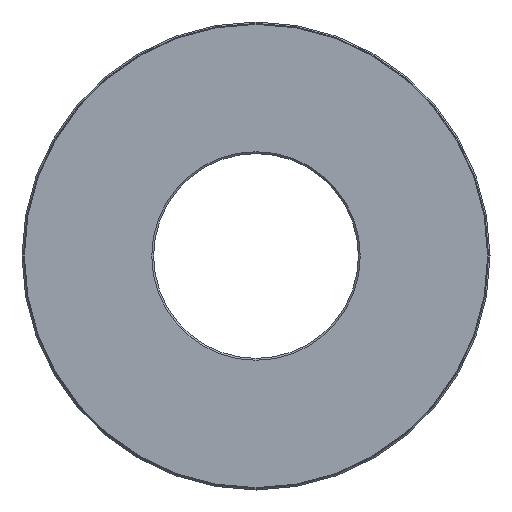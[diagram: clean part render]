
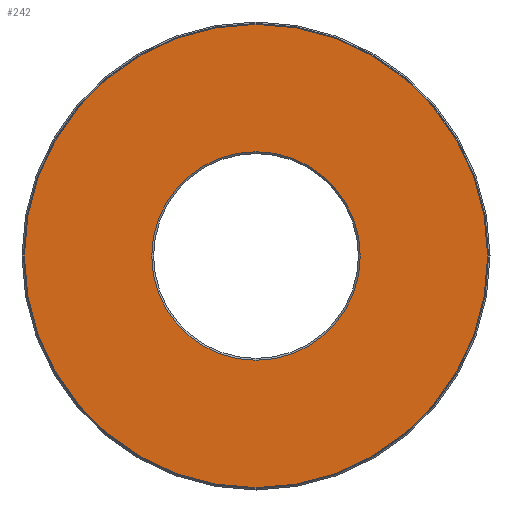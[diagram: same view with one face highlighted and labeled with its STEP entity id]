
A CAD part, front view. The second image highlights one B-rep face of the part: STEP entity #242.
In plain terms, the highlighted planar face has unit normal (0, -1, 0).
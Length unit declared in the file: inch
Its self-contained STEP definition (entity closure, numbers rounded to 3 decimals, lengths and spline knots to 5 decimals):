
#36 = CARTESIAN_POINT ( 'NONE',  ( 0., 0., 0. ) ) ;
#38 = DIRECTION ( 'NONE',  ( 0., 1., 0. ) ) ;
#83 = DIRECTION ( 'NONE',  ( 0., 0., 1. ) ) ;
#141 = CARTESIAN_POINT ( 'NONE',  ( 0., 0., 1.11375 ) ) ;
#164 = VERTEX_POINT ( 'NONE', #141 ) ;
#173 = FACE_OUTER_BOUND ( 'NONE', #530, .T. ) ;
#176 = DIRECTION ( 'NONE',  ( 0., 0., 1. ) ) ;
#189 = CARTESIAN_POINT ( 'NONE',  ( 0., 0., 2.475 ) ) ;
#209 = AXIS2_PLACEMENT_3D ( 'NONE', #361, #38, #83 ) ;
#214 = ORIENTED_EDGE ( 'NONE', *, *, #438, .T. ) ;
#242 = ADVANCED_FACE ( 'NONE', ( #173, #392 ), #573, .F. ) ;
#260 = VERTEX_POINT ( 'NONE', #189 ) ;
#270 = DIRECTION ( 'NONE',  ( 0., 1., 0. ) ) ;
#350 = EDGE_LOOP ( 'NONE', ( #214 ) ) ;
#361 = CARTESIAN_POINT ( 'NONE',  ( 0., 0., 0. ) ) ;
#392 = FACE_BOUND ( 'NONE', #350, .T. ) ;
#405 = CIRCLE ( 'NONE', #209, 1.11375 ) ;
#431 = DIRECTION ( 'NONE',  ( 0., 0., 1. ) ) ;
#438 = EDGE_CURVE ( 'NONE', #164, #164, #405, .T. ) ;
#463 = ORIENTED_EDGE ( 'NONE', *, *, #535, .F. ) ;
#480 = CIRCLE ( 'NONE', #559, 2.475 ) ;
#486 = AXIS2_PLACEMENT_3D ( 'NONE', #517, #529, #431 ) ;
#517 = CARTESIAN_POINT ( 'NONE',  ( 0., 0., 0. ) ) ;
#529 = DIRECTION ( 'NONE',  ( 0., 1., 0. ) ) ;
#530 = EDGE_LOOP ( 'NONE', ( #463 ) ) ;
#535 = EDGE_CURVE ( 'NONE', #260, #260, #480, .T. ) ;
#559 = AXIS2_PLACEMENT_3D ( 'NONE', #36, #270, #176 ) ;
#573 = PLANE ( 'NONE',  #486 ) ;
